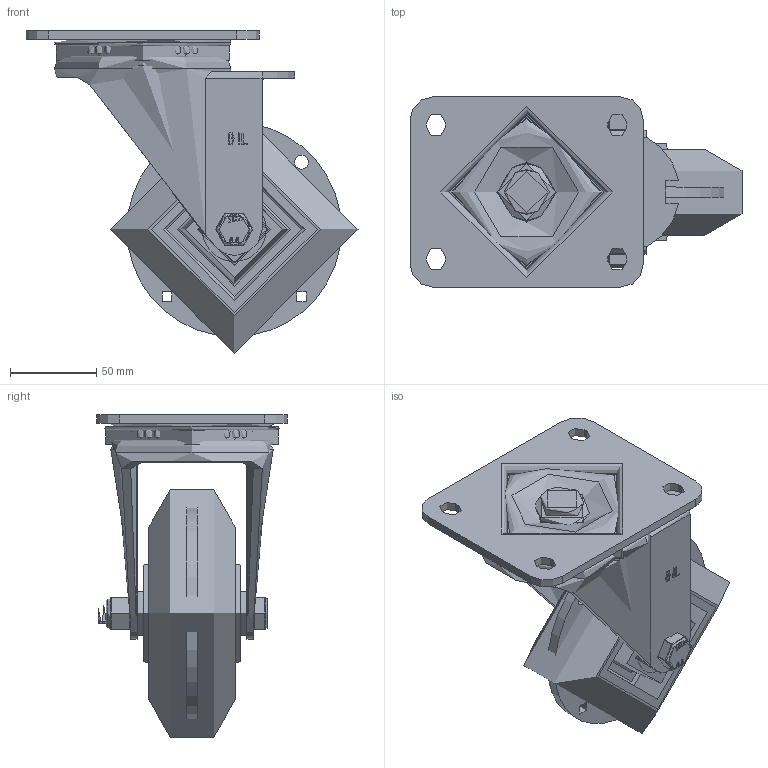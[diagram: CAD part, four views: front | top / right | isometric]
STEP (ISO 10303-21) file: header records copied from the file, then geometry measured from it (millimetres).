
FILE_DESCRIPTION(/* description */ (''),/* implementation_level */ '2;1');
FILE_NAME(/* name */ 'BZSPH150SRPTABJ.step',/* time_stamp */ '2024-10-14T15:15:12+01:00',/* author */ (''),/* organization */ (''),/* preprocessor_version */ 'ST-DEVELOPER v20',/* originating_system */ 'Autodesk Translation Framework v13.20.0.188',/* authorisation */ '');
FILE_SCHEMA (('AUTOMOTIVE_DESIGN { 1 0 10303 214 3 1 1 }'));
Length unit declared in the file: millimetre
Products named in the file (70): BZSPH150SRPTABJ; BZSPH150AS - 2 v1; PRESSED STEEL TOP PLATE; PRESSED STEEL TOP PLATE Geometry; Pattern; Component1; Pattern2; Pattern3; Pattern4; Component2; Pattern5; Component2 (1); Pattern5 (1); Pattern4 (1); Component2 (2); Pattern5 (2); Component2 (3); Pattern5 (3); Pattern6; Pattern3 (1); Pattern4 (2); Component2 (4); Pattern5 (4); Component2 (5); Pattern5 (5); Pattern4 (3); Component2 (6); Pattern5 (6); Component2 (7); Pattern5 (7); Pattern3 (2); Pattern4 (4); Component2 (8); Pattern5 (8); Component2 (9); Pattern5 (9); Pattern4 (5); Component2 (10); Pattern5 (10); Component2 (11) ...
Assembly tree (203 placements, depth 10):
  BZSPH150SRPTABJ
    BZSPH150AS - 2 v1
      PRESSED STEEL TOP PLATE
        PRESSED STEEL TOP PLATE Geometry
        Pattern
          Component1  x32
        Pattern2
          Pattern3
            Pattern4
              Component2
                Pattern5
                  Component3  x7
              Component2 (1)
                Pattern5 (1)
                  Component3  x7
            Pattern4 (1)
              Component2 (2)
                Pattern5 (2)
                  Component3  x7
              Component2 (3)
                Pattern5 (3)
                  Component3  x7
          Pattern6
            Pattern3 (1)
              Pattern4 (2)
                Component2 (4)
                  Pattern5 (4)
                    Component3  x7
                Component2 (5)
                  Pattern5 (5)
                    Component3  x7
              Pattern4 (3)
                Component2 (6)
                  Pattern5 (6)
                    Component3  x7
                Component2 (7)
                  Pattern5 (7)
                    Component3  x7
            Pattern3 (2)
              Pattern4 (4)
                Component2 (8)
                  Pattern5 (8)
                    Component3  x7
                Component2 (9)
                  Pattern5 (9)
                    Component3  x7
              Pattern4 (5)
                Component2 (10)
                  Pattern5 (10)
                    Component3  x7
                Component2 (11)
                  Pattern5 (11)
                    Component3  x7
      BEARING SEAL
        BEARING SEAL Geometry
        BEARING SEAL2
      PRESSED STEEL FORKS
    BZH150WSRPTABJM20 v1
      85 SHORE A ERGONOMIC POLYURETHANE TYRE
      ALUMINIUM RIM
Bounding box: 192.15 x 110 x 186.65 mm (x, y, z)
Volume: 864737.8 mm3; surface area: 286176.6 mm2
Topology: 157 solids, 157 shells, 1503 faces, 3870 edges, 2539 vertices
Faces by surface type: plane 549, bspline 433, cylinder 272, sphere 170, torus 73, cone 6
Full cylindrical faces by diameter (mm): 8 x34, 9.836 x16, 11.834 x16, 12 x3, 12.2 x4, 14 x2, 17.75 x1, 18.5 x1, 19.9 x2, 20 x2, 20.4 x1, 24 x5, 24.4 x1, 25 x10, 26 x5, 27 x8, 33 x1, 35 x4, 36 x5, 37 x4, 38 x11, 42 x4, 71 x1, 72 x1, 74 x1, 82 x2, 94 x1, 96 x4, 98 x1, 100 x1
Entity records: 41427 total; most frequent: CARTESIAN_POINT 17289, ORIENTED_EDGE 4764, DIRECTION 4381, EDGE_CURVE 2382, AXIS2_PLACEMENT_3D 1654, VERTEX_POINT 1559, EDGE_LOOP 1139, LINE 1073
